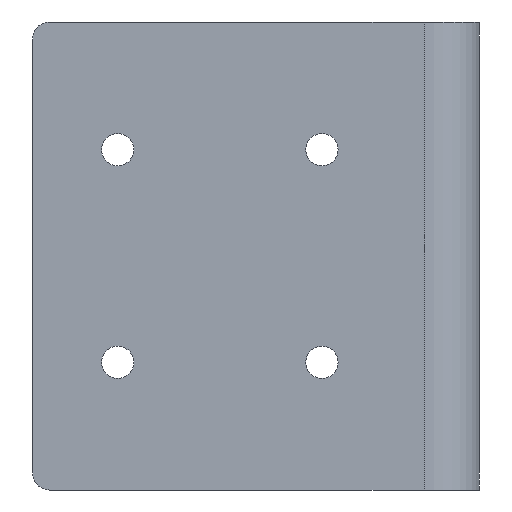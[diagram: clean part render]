
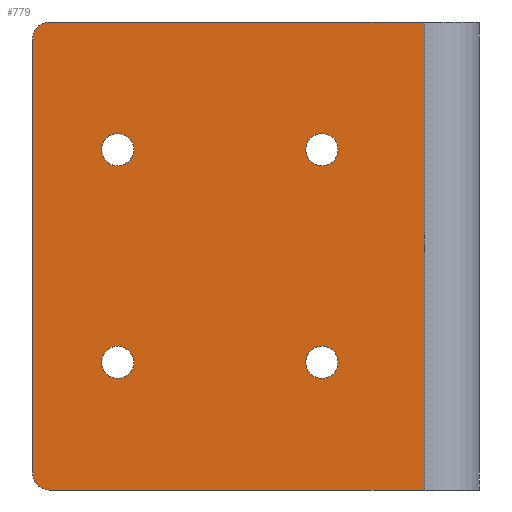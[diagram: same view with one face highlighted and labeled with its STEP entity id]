
A CAD part, front view. The second image highlights one B-rep face of the part: STEP entity #779.
In plain terms, the highlighted planar face has unit normal (0, -1, 0).
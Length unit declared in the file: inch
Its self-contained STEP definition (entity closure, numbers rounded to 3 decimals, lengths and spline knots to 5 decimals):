
#14 = ORIENTED_EDGE ( 'NONE', *, *, #223, .T. ) ;
#17 = FACE_BOUND ( 'NONE', #567, .T. ) ;
#21 = DIRECTION ( 'NONE',  ( 0., 1., 0. ) ) ;
#22 = ORIENTED_EDGE ( 'NONE', *, *, #308, .T. ) ;
#26 = FACE_BOUND ( 'NONE', #592, .T. ) ;
#30 = DIRECTION ( 'NONE',  ( 0., 0., -1. ) ) ;
#37 = CARTESIAN_POINT ( 'NONE',  ( -2.5, -1.5, -1.375 ) ) ;
#42 = DIRECTION ( 'NONE',  ( 1., 0., 0. ) ) ;
#51 = VERTEX_POINT ( 'NONE', #706 ) ;
#65 = CIRCLE ( 'NONE', #412, 0.1 ) ;
#69 = EDGE_CURVE ( 'NONE', #109, #551, #662, .T. ) ;
#88 = ORIENTED_EDGE ( 'NONE', *, *, #790, .T. ) ;
#96 = DIRECTION ( 'NONE',  ( 0., 0., 1. ) ) ;
#97 = EDGE_LOOP ( 'NONE', ( #14, #152, #341, #337, #973, #272 ) ) ;
#98 = VECTOR ( 'NONE', #332, 39.37008 ) ;
#100 = CARTESIAN_POINT ( 'NONE',  ( -0.2, -1.5, -1.375 ) ) ;
#109 = VERTEX_POINT ( 'NONE', #950 ) ;
#137 = ORIENTED_EDGE ( 'NONE', *, *, #310, .T. ) ;
#141 = VERTEX_POINT ( 'NONE', #199 ) ;
#152 = ORIENTED_EDGE ( 'NONE', *, *, #947, .T. ) ;
#160 = EDGE_CURVE ( 'NONE', #284, #1062, #784, .T. ) ;
#165 = EDGE_CURVE ( 'NONE', #379, #206, #335, .T. ) ;
#170 = CARTESIAN_POINT ( 'NONE',  ( -2., -1.5, -0.625 ) ) ;
#199 = CARTESIAN_POINT ( 'NONE',  ( -0.8, -1.5, -0.72 ) ) ;
#206 = VERTEX_POINT ( 'NONE', #787 ) ;
#219 = LINE ( 'NONE', #398, #957 ) ;
#221 = DIRECTION ( 'NONE',  ( 0., 1., 0. ) ) ;
#223 = EDGE_CURVE ( 'NONE', #432, #796, #219, .T. ) ;
#226 = ORIENTED_EDGE ( 'NONE', *, *, #388, .T. ) ;
#231 = CARTESIAN_POINT ( 'NONE',  ( -2., -1.5, -0.72 ) ) ;
#239 = LINE ( 'NONE', #387, #98 ) ;
#249 = DIRECTION ( 'NONE',  ( 0., 1., 0. ) ) ;
#251 = ORIENTED_EDGE ( 'NONE', *, *, #1021, .T. ) ;
#267 = DIRECTION ( 'NONE',  ( 0., 0., 1. ) ) ;
#271 = FACE_OUTER_BOUND ( 'NONE', #97, .T. ) ;
#272 = ORIENTED_EDGE ( 'NONE', *, *, #456, .T. ) ;
#277 = PLANE ( 'NONE',  #305 ) ;
#279 = CARTESIAN_POINT ( 'NONE',  ( -2., -1.5, -0.53 ) ) ;
#284 = VERTEX_POINT ( 'NONE', #569 ) ;
#302 = AXIS2_PLACEMENT_3D ( 'NONE', #542, #874, #946 ) ;
#305 = AXIS2_PLACEMENT_3D ( 'NONE', #37, #601, #1001 ) ;
#308 = EDGE_CURVE ( 'NONE', #141, #51, #989, .T. ) ;
#310 = EDGE_CURVE ( 'NONE', #934, #509, #717, .T. ) ;
#332 = DIRECTION ( 'NONE',  ( 1., 0., 0. ) ) ;
#335 = CIRCLE ( 'NONE', #838, 0.095 ) ;
#337 = ORIENTED_EDGE ( 'NONE', *, *, #754, .F. ) ;
#341 = ORIENTED_EDGE ( 'NONE', *, *, #160, .T. ) ;
#349 = FACE_BOUND ( 'NONE', #1048, .T. ) ;
#361 = CARTESIAN_POINT ( 'NONE',  ( -2., -1.5, 0.72 ) ) ;
#368 = CARTESIAN_POINT ( 'NONE',  ( -0.8, -1.5, 0.625 ) ) ;
#375 = CIRCLE ( 'NONE', #826, 0.095 ) ;
#379 = VERTEX_POINT ( 'NONE', #594 ) ;
#387 = CARTESIAN_POINT ( 'NONE',  ( -2.5, -1.5, 1.375 ) ) ;
#388 = EDGE_CURVE ( 'NONE', #551, #109, #702, .T. ) ;
#394 = CIRCLE ( 'NONE', #582, 0.095 ) ;
#398 = CARTESIAN_POINT ( 'NONE',  ( -2.5, -1.5, -1.375 ) ) ;
#401 = DIRECTION ( 'NONE',  ( 0., 1., 0. ) ) ;
#412 = AXIS2_PLACEMENT_3D ( 'NONE', #648, #590, #984 ) ;
#432 = VERTEX_POINT ( 'NONE', #439 ) ;
#435 = CARTESIAN_POINT ( 'NONE',  ( -0.2, -1.5, -1.375 ) ) ;
#436 = DIRECTION ( 'NONE',  ( 0., 1., 0. ) ) ;
#439 = CARTESIAN_POINT ( 'NONE',  ( -2.5, -1.5, 1.275 ) ) ;
#447 = CIRCLE ( 'NONE', #1047, 0.095 ) ;
#450 = VERTEX_POINT ( 'NONE', #949 ) ;
#451 = CARTESIAN_POINT ( 'NONE',  ( -0.2, -1.5, 1.375 ) ) ;
#456 = EDGE_CURVE ( 'NONE', #450, #432, #544, .T. ) ;
#472 = DIRECTION ( 'NONE',  ( 0., 0., 1. ) ) ;
#478 = ORIENTED_EDGE ( 'NONE', *, *, #69, .T. ) ;
#502 = DIRECTION ( 'NONE',  ( 0., 0., 1. ) ) ;
#509 = VERTEX_POINT ( 'NONE', #279 ) ;
#515 = VECTOR ( 'NONE', #30, 39.37008 ) ;
#524 = CARTESIAN_POINT ( 'NONE',  ( -2.5, -1.5, -1.375 ) ) ;
#525 = FACE_BOUND ( 'NONE', #671, .T. ) ;
#530 = DIRECTION ( 'NONE',  ( 0., 1., 0. ) ) ;
#542 = CARTESIAN_POINT ( 'NONE',  ( -2., -1.5, 0.625 ) ) ;
#544 = CIRCLE ( 'NONE', #682, 0.1 ) ;
#551 = VERTEX_POINT ( 'NONE', #361 ) ;
#567 = EDGE_LOOP ( 'NONE', ( #88, #22 ) ) ;
#569 = CARTESIAN_POINT ( 'NONE',  ( -2.4, -1.5, -1.375 ) ) ;
#573 = VERTEX_POINT ( 'NONE', #451 ) ;
#577 = EDGE_CURVE ( 'NONE', #450, #573, #239, .T. ) ;
#582 = AXIS2_PLACEMENT_3D ( 'NONE', #964, #221, #472 ) ;
#590 = DIRECTION ( 'NONE',  ( 0., -1., 0. ) ) ;
#592 = EDGE_LOOP ( 'NONE', ( #226, #478 ) ) ;
#593 = CARTESIAN_POINT ( 'NONE',  ( -0.8, -1.5, -0.625 ) ) ;
#594 = CARTESIAN_POINT ( 'NONE',  ( -0.8, -1.5, 0.72 ) ) ;
#601 = DIRECTION ( 'NONE',  ( 0., -1., 0. ) ) ;
#629 = EDGE_CURVE ( 'NONE', #206, #379, #394, .T. ) ;
#648 = CARTESIAN_POINT ( 'NONE',  ( -2.4, -1.5, -1.275 ) ) ;
#657 = ORIENTED_EDGE ( 'NONE', *, *, #629, .T. ) ;
#661 = ORIENTED_EDGE ( 'NONE', *, *, #165, .T. ) ;
#662 = CIRCLE ( 'NONE', #302, 0.095 ) ;
#671 = EDGE_LOOP ( 'NONE', ( #661, #657 ) ) ;
#680 = VECTOR ( 'NONE', #42, 39.37008 ) ;
#682 = AXIS2_PLACEMENT_3D ( 'NONE', #783, #1026, #859 ) ;
#692 = LINE ( 'NONE', #100, #515 ) ;
#702 = CIRCLE ( 'NONE', #873, 0.095 ) ;
#706 = CARTESIAN_POINT ( 'NONE',  ( -0.8, -1.5, -0.53 ) ) ;
#717 = CIRCLE ( 'NONE', #1006, 0.095 ) ;
#726 = DIRECTION ( 'NONE',  ( 0., 0., 1. ) ) ;
#754 = EDGE_CURVE ( 'NONE', #573, #1062, #692, .T. ) ;
#758 = CARTESIAN_POINT ( 'NONE',  ( -2., -1.5, -0.625 ) ) ;
#778 = DIRECTION ( 'NONE',  ( 0., 1., 0. ) ) ;
#779 = ADVANCED_FACE ( 'NONE', ( #17, #26, #525, #349, #271 ), #277, .T. ) ;
#783 = CARTESIAN_POINT ( 'NONE',  ( -2.4, -1.5, 1.275 ) ) ;
#784 = LINE ( 'NONE', #524, #680 ) ;
#787 = CARTESIAN_POINT ( 'NONE',  ( -0.8, -1.5, 0.53 ) ) ;
#790 = EDGE_CURVE ( 'NONE', #51, #141, #375, .T. ) ;
#796 = VERTEX_POINT ( 'NONE', #854 ) ;
#826 = AXIS2_PLACEMENT_3D ( 'NONE', #593, #778, #267 ) ;
#828 = DIRECTION ( 'NONE',  ( 0., 0., 1. ) ) ;
#838 = AXIS2_PLACEMENT_3D ( 'NONE', #368, #530, #852 ) ;
#840 = AXIS2_PLACEMENT_3D ( 'NONE', #999, #21, #96 ) ;
#852 = DIRECTION ( 'NONE',  ( 0., 0., 1. ) ) ;
#854 = CARTESIAN_POINT ( 'NONE',  ( -2.5, -1.5, -1.275 ) ) ;
#859 = DIRECTION ( 'NONE',  ( 0., 0., -1. ) ) ;
#873 = AXIS2_PLACEMENT_3D ( 'NONE', #910, #436, #828 ) ;
#874 = DIRECTION ( 'NONE',  ( 0., 1., 0. ) ) ;
#910 = CARTESIAN_POINT ( 'NONE',  ( -2., -1.5, 0.625 ) ) ;
#934 = VERTEX_POINT ( 'NONE', #231 ) ;
#946 = DIRECTION ( 'NONE',  ( 0., 0., 1. ) ) ;
#947 = EDGE_CURVE ( 'NONE', #796, #284, #65, .T. ) ;
#949 = CARTESIAN_POINT ( 'NONE',  ( -2.4, -1.5, 1.375 ) ) ;
#950 = CARTESIAN_POINT ( 'NONE',  ( -2., -1.5, 0.53 ) ) ;
#957 = VECTOR ( 'NONE', #1058, 39.37008 ) ;
#964 = CARTESIAN_POINT ( 'NONE',  ( -0.8, -1.5, 0.625 ) ) ;
#973 = ORIENTED_EDGE ( 'NONE', *, *, #577, .F. ) ;
#984 = DIRECTION ( 'NONE',  ( 0., 0., -1. ) ) ;
#989 = CIRCLE ( 'NONE', #840, 0.095 ) ;
#999 = CARTESIAN_POINT ( 'NONE',  ( -0.8, -1.5, -0.625 ) ) ;
#1001 = DIRECTION ( 'NONE',  ( 0., 0., -1. ) ) ;
#1006 = AXIS2_PLACEMENT_3D ( 'NONE', #758, #249, #502 ) ;
#1021 = EDGE_CURVE ( 'NONE', #509, #934, #447, .T. ) ;
#1026 = DIRECTION ( 'NONE',  ( 0., -1., 0. ) ) ;
#1047 = AXIS2_PLACEMENT_3D ( 'NONE', #170, #401, #726 ) ;
#1048 = EDGE_LOOP ( 'NONE', ( #251, #137 ) ) ;
#1058 = DIRECTION ( 'NONE',  ( 0., 0., -1. ) ) ;
#1062 = VERTEX_POINT ( 'NONE', #435 ) ;
